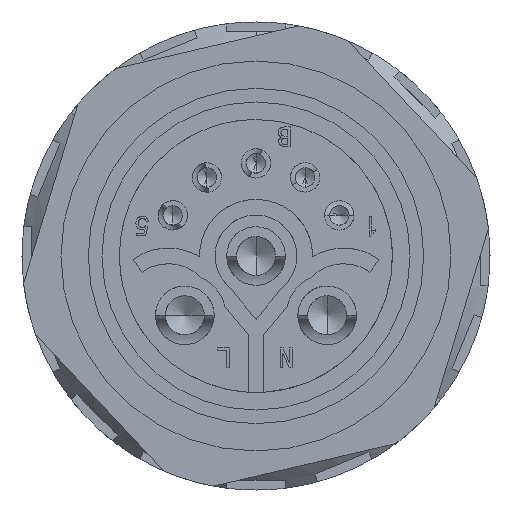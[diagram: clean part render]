
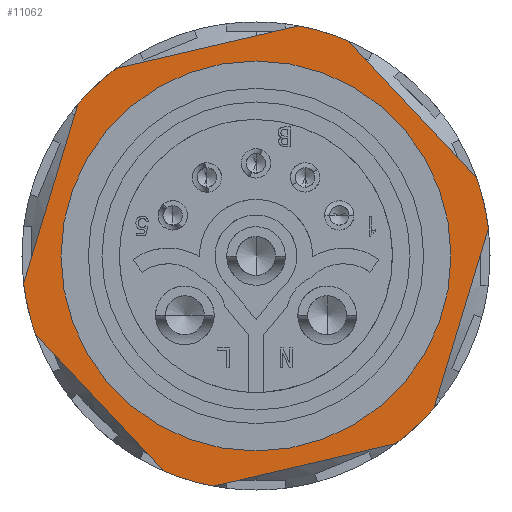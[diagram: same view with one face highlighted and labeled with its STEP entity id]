
A CAD part, front view. The second image highlights one B-rep face of the part: STEP entity #11062.
In plain terms, the highlighted planar face has unit normal (0, -1, 0).
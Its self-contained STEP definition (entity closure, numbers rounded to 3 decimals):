
#2 = EDGE_CURVE ( 'NONE', #13791, #8392, #963, .T. ) ;
#58 = EDGE_CURVE ( 'NONE', #2336, #3793, #4697, .T. ) ;
#79 = EDGE_CURVE ( 'NONE', #10780, #6101, #11053, .T. ) ;
#253 = CIRCLE ( 'NONE', #13605, 12. ) ;
#328 = EDGE_LOOP ( 'NONE', ( #5147, #1106 ) ) ;
#370 = VERTEX_POINT ( 'NONE', #2559 ) ;
#379 = AXIS2_PLACEMENT_3D ( 'NONE', #4500, #12591, #5668 ) ;
#444 = VERTEX_POINT ( 'NONE', #1707 ) ;
#815 = ORIENTED_EDGE ( 'NONE', *, *, #1879, .F. ) ;
#835 = EDGE_CURVE ( 'NONE', #13702, #3172, #12179, .T. ) ;
#963 = LINE ( 'NONE', #9058, #7804 ) ;
#1106 = ORIENTED_EDGE ( 'NONE', *, *, #835, .T. ) ;
#1109 = EDGE_LOOP ( 'NONE', ( #815, #8761, #11236, #6626, #3539, #14812, #1152, #11344, #14760, #11699, #6023, #3482 ) ) ;
#1120 = AXIS2_PLACEMENT_3D ( 'NONE', #4554, #12636, #5715 ) ;
#1152 = ORIENTED_EDGE ( 'NONE', *, *, #5215, .F. ) ;
#1363 = VERTEX_POINT ( 'NONE', #5553 ) ;
#1566 = DIRECTION ( 'NONE',  ( 0., 1., 0. ) ) ;
#1569 = CARTESIAN_POINT ( 'NONE',  ( 2.169, 38., 11.802 ) ) ;
#1612 = DIRECTION ( 'NONE',  ( -0.974, 0., -0.227 ) ) ;
#1707 = CARTESIAN_POINT ( 'NONE',  ( 9.137, 38., -7.779 ) ) ;
#1879 = EDGE_CURVE ( 'NONE', #8392, #1363, #10970, .T. ) ;
#1934 = CARTESIAN_POINT ( 'NONE',  ( 7.172, 38., -9.621 ) ) ;
#2044 = CARTESIAN_POINT ( 'NONE',  ( 12., 38., 0. ) ) ;
#2336 = VERTEX_POINT ( 'NONE', #6426 ) ;
#2559 = CARTESIAN_POINT ( 'NONE',  ( 2.169, 38., 11.802 ) ) ;
#2701 = DIRECTION ( 'NONE',  ( 0., 1., 0. ) ) ;
#3121 = CARTESIAN_POINT ( 'NONE',  ( 10.527, 38., -3.19 ) ) ;
#3172 = VERTEX_POINT ( 'NONE', #12648 ) ;
#3348 = DIRECTION ( 'NONE',  ( 0., 1., 0. ) ) ;
#3482 = ORIENTED_EDGE ( 'NONE', *, *, #7539, .F. ) ;
#3539 = ORIENTED_EDGE ( 'NONE', *, *, #58, .F. ) ;
#3743 = AXIS2_PLACEMENT_3D ( 'NONE', #8469, #1566, #9627 ) ;
#3793 = VERTEX_POINT ( 'NONE', #9163 ) ;
#3935 = VECTOR ( 'NONE', #13118, 1000. ) ;
#3983 = CARTESIAN_POINT ( 'NONE',  ( 11.306, 38., 4.023 ) ) ;
#4282 = EDGE_CURVE ( 'NONE', #10896, #10780, #10024, .T. ) ;
#4296 = DIRECTION ( 'NONE',  ( -0.29, 0., -0.957 ) ) ;
#4500 = CARTESIAN_POINT ( 'NONE',  ( 0., 38., 0. ) ) ;
#4554 = CARTESIAN_POINT ( 'NONE',  ( 0., 38., 0. ) ) ;
#4697 = CIRCLE ( 'NONE', #6957, 12. ) ;
#4991 = CARTESIAN_POINT ( 'NONE',  ( -10.527, 38., 3.19 ) ) ;
#5147 = ORIENTED_EDGE ( 'NONE', *, *, #13782, .T. ) ;
#5215 = EDGE_CURVE ( 'NONE', #6101, #13133, #7114, .T. ) ;
#5277 = EDGE_CURVE ( 'NONE', #7223, #10896, #14669, .T. ) ;
#5532 = DIRECTION ( 'NONE',  ( 0., 0., -1. ) ) ;
#5553 = CARTESIAN_POINT ( 'NONE',  ( 11.918, 38., 1.4 ) ) ;
#5592 = VECTOR ( 'NONE', #10787, 1000. ) ;
#5668 = DIRECTION ( 'NONE',  ( 0., 0., -1. ) ) ;
#5715 = DIRECTION ( 'NONE',  ( 0., 0., 1. ) ) ;
#6023 = ORIENTED_EDGE ( 'NONE', *, *, #13734, .F. ) ;
#6101 = VERTEX_POINT ( 'NONE', #9988 ) ;
#6426 = CARTESIAN_POINT ( 'NONE',  ( -9.137, 38., 7.779 ) ) ;
#6583 = DIRECTION ( 'NONE',  ( 0., 0., -1. ) ) ;
#6626 = ORIENTED_EDGE ( 'NONE', *, *, #13579, .F. ) ;
#6634 = DIRECTION ( 'NONE',  ( 0., 1., 0. ) ) ;
#6678 = CARTESIAN_POINT ( 'NONE',  ( 0., 38., 0. ) ) ;
#6687 = DIRECTION ( 'NONE',  ( 0., 0., 1. ) ) ;
#6758 = CARTESIAN_POINT ( 'NONE',  ( 0., 38., 0. ) ) ;
#6957 = AXIS2_PLACEMENT_3D ( 'NONE', #9312, #9296, #9266 ) ;
#7114 = CIRCLE ( 'NONE', #3743, 12. ) ;
#7223 = VERTEX_POINT ( 'NONE', #1934 ) ;
#7539 = EDGE_CURVE ( 'NONE', #1363, #444, #13906, .T. ) ;
#7804 = VECTOR ( 'NONE', #8976, 1000. ) ;
#8392 = VERTEX_POINT ( 'NONE', #3983 ) ;
#8402 = CARTESIAN_POINT ( 'NONE',  ( -11.918, 38., -1.4 ) ) ;
#8469 = CARTESIAN_POINT ( 'NONE',  ( 0., 38., 0. ) ) ;
#8487 = AXIS2_PLACEMENT_3D ( 'NONE', #6678, #6634, #6583 ) ;
#8688 = AXIS2_PLACEMENT_3D ( 'NONE', #6758, #2701, #6687 ) ;
#8761 = ORIENTED_EDGE ( 'NONE', *, *, #2, .F. ) ;
#8833 = CIRCLE ( 'NONE', #1120, 9.1 ) ;
#8976 = DIRECTION ( 'NONE',  ( 0.684, 0., -0.73 ) ) ;
#9017 = LINE ( 'NONE', #1569, #5592 ) ;
#9058 = CARTESIAN_POINT ( 'NONE',  ( 8.026, 38., 7.522 ) ) ;
#9141 = CARTESIAN_POINT ( 'NONE',  ( 4.746, 38., 11.021 ) ) ;
#9163 = CARTESIAN_POINT ( 'NONE',  ( -7.172, 38., 9.621 ) ) ;
#9266 = DIRECTION ( 'NONE',  ( 0., 0., -1. ) ) ;
#9296 = DIRECTION ( 'NONE',  ( 0., 1., 0. ) ) ;
#9312 = CARTESIAN_POINT ( 'NONE',  ( 0., 38., 0. ) ) ;
#9358 = FACE_OUTER_BOUND ( 'NONE', #1109, .T. ) ;
#9410 = CARTESIAN_POINT ( 'NONE',  ( -8.026, 38., -7.522 ) ) ;
#9627 = DIRECTION ( 'NONE',  ( 0., 0., -1. ) ) ;
#9676 = CARTESIAN_POINT ( 'NONE',  ( 2.501, 38., -10.712 ) ) ;
#9707 = CARTESIAN_POINT ( 'NONE',  ( -4.746, 38., -11.021 ) ) ;
#9734 = VECTOR ( 'NONE', #4296, 1000. ) ;
#9949 = DIRECTION ( 'NONE',  ( -0.684, 0., 0.73 ) ) ;
#9988 = CARTESIAN_POINT ( 'NONE',  ( -11.306, 38., -4.023 ) ) ;
#10024 = CIRCLE ( 'NONE', #8487, 12. ) ;
#10145 = AXIS2_PLACEMENT_3D ( 'NONE', #11394, #11375, #11341 ) ;
#10271 = CARTESIAN_POINT ( 'NONE',  ( 0., 38., 0. ) ) ;
#10419 = EDGE_CURVE ( 'NONE', #370, #13791, #253, .T. ) ;
#10676 = AXIS2_PLACEMENT_3D ( 'NONE', #2044, #12452, #5532 ) ;
#10780 = VERTEX_POINT ( 'NONE', #9707 ) ;
#10787 = DIRECTION ( 'NONE',  ( 0.974, 0., 0.227 ) ) ;
#10896 = VERTEX_POINT ( 'NONE', #13366 ) ;
#10970 = CIRCLE ( 'NONE', #10145, 12. ) ;
#11053 = LINE ( 'NONE', #9410, #11573 ) ;
#11062 = ADVANCED_FACE ( 'NONE', ( #9358, #12098 ), #11295, .T. ) ;
#11236 = ORIENTED_EDGE ( 'NONE', *, *, #10419, .F. ) ;
#11295 = PLANE ( 'NONE',  #10676 ) ;
#11341 = DIRECTION ( 'NONE',  ( 0., 0., -1. ) ) ;
#11344 = ORIENTED_EDGE ( 'NONE', *, *, #79, .F. ) ;
#11375 = DIRECTION ( 'NONE',  ( 0., 1., 0. ) ) ;
#11394 = CARTESIAN_POINT ( 'NONE',  ( 0., 38., 0. ) ) ;
#11459 = DIRECTION ( 'NONE',  ( 0., 0., -1. ) ) ;
#11573 = VECTOR ( 'NONE', #9949, 1000. ) ;
#11605 = VECTOR ( 'NONE', #1612, 1000. ) ;
#11699 = ORIENTED_EDGE ( 'NONE', *, *, #5277, .F. ) ;
#12098 = FACE_BOUND ( 'NONE', #328, .T. ) ;
#12179 = CIRCLE ( 'NONE', #8688, 9.1 ) ;
#12452 = DIRECTION ( 'NONE',  ( 0., -1., 0. ) ) ;
#12591 = DIRECTION ( 'NONE',  ( 0., 1., 0. ) ) ;
#12636 = DIRECTION ( 'NONE',  ( 0., 1., 0. ) ) ;
#12639 = CIRCLE ( 'NONE', #379, 12. ) ;
#12648 = CARTESIAN_POINT ( 'NONE',  ( 0., 38., 9.1 ) ) ;
#13118 = DIRECTION ( 'NONE',  ( 0.29, 0., 0.957 ) ) ;
#13133 = VERTEX_POINT ( 'NONE', #8402 ) ;
#13161 = LINE ( 'NONE', #4991, #3935 ) ;
#13332 = CARTESIAN_POINT ( 'NONE',  ( 0., 38., -9.1 ) ) ;
#13366 = CARTESIAN_POINT ( 'NONE',  ( -2.169, 38., -11.802 ) ) ;
#13579 = EDGE_CURVE ( 'NONE', #3793, #370, #9017, .T. ) ;
#13605 = AXIS2_PLACEMENT_3D ( 'NONE', #10271, #3348, #11459 ) ;
#13702 = VERTEX_POINT ( 'NONE', #13332 ) ;
#13734 = EDGE_CURVE ( 'NONE', #444, #7223, #12639, .T. ) ;
#13782 = EDGE_CURVE ( 'NONE', #3172, #13702, #8833, .T. ) ;
#13791 = VERTEX_POINT ( 'NONE', #9141 ) ;
#13906 = LINE ( 'NONE', #3121, #9734 ) ;
#14041 = EDGE_CURVE ( 'NONE', #13133, #2336, #13161, .T. ) ;
#14669 = LINE ( 'NONE', #9676, #11605 ) ;
#14760 = ORIENTED_EDGE ( 'NONE', *, *, #4282, .F. ) ;
#14812 = ORIENTED_EDGE ( 'NONE', *, *, #14041, .F. ) ;
